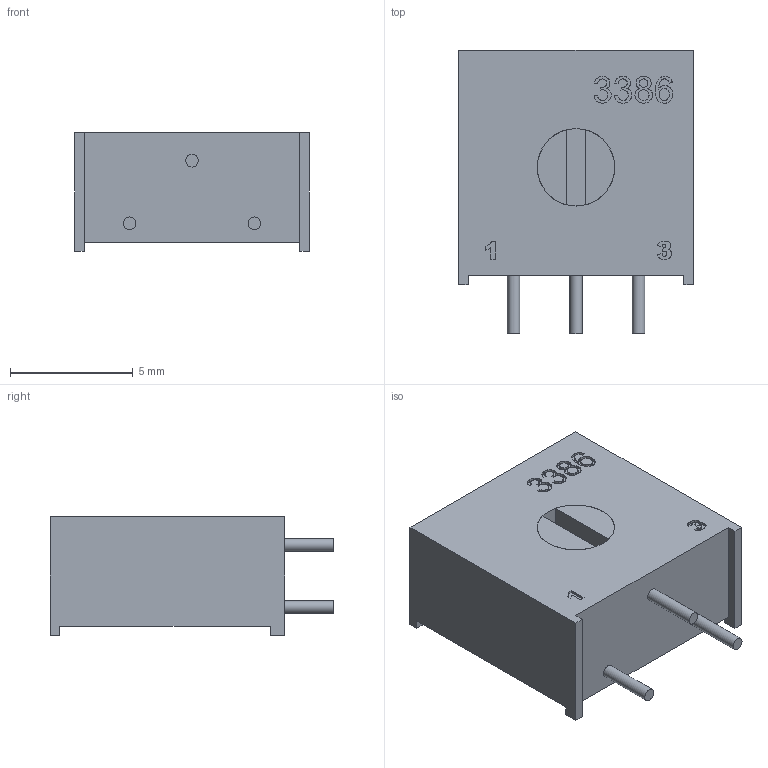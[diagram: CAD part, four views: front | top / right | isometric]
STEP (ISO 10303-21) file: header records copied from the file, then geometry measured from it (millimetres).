
FILE_DESCRIPTION(/* description */ (''),/* implementation_level */ '2;1');
FILE_NAME(/* name */ 'Trimpot 3386H.step',/* time_stamp */ '2019-03-10T22:12:26+11:00',/* author */ ('austfox'),/* organization */ (''),/* preprocessor_version */ 'ST-DEVELOPER v17.2',/* originating_system */ 'Autodesk Translation Framework v7.6.0.251',/* authorisation */ '');
FILE_SCHEMA (('AUTOMOTIVE_DESIGN { 1 0 10303 214 3 1 1 }'));
Length unit declared in the file: millimetre
Products named in the file (1): Trimpot 3386H
Bounding box: 9.54 x 11.54 x 4.84 mm (x, y, z)
Volume: 390.8 mm3; surface area: 415.7 mm2
Topology: 5 solids, 5 shells, 209 faces, 567 edges, 378 vertices
Faces by surface type: bspline 147, plane 57, cylinder 5
Full cylindrical faces by diameter (mm): 0.51 x3, 3.15 x2
Entity records: 7968 total; most frequent: CARTESIAN_POINT 3654, ORIENTED_EDGE 1134, EDGE_CURVE 567, DIRECTION 413, VERTEX_POINT 378, B_SPLINE_CURVE_WITH_KNOTS 294, LINE 259, VECTOR 259
